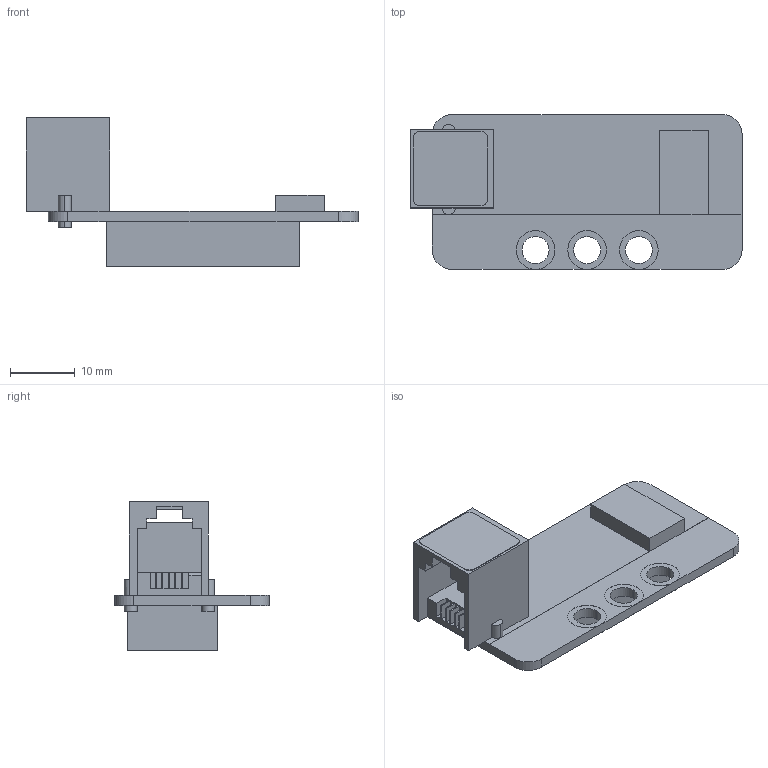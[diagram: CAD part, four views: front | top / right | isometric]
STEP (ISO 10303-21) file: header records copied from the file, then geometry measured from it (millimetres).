
FILE_DESCRIPTION (( 'STEP AP214' ), '1' );
FILE_NAME ('Me 7-segment display V1.1.step', '2016-10-28T06:58:15', ( 'dell' ), ( '' ), 'SwSTEP 2.0', 'SolidWorks 2013', '' );
FILE_SCHEMA (( 'AUTOMOTIVE_DESIGN' ));
Length unit declared in the file: millimetre
Products named in the file (1): Me 7-segment display V1.1
Bounding box: 51.46 x 24 x 23.2 mm (x, y, z)
Surface area: 4903.1 mm2 (no closed solid volume)
Topology: 0 solids, 3 shells, 258 faces, 734 edges, 492 vertices
Faces by surface type: plane 219, cylinder 39
Entity records: 11127 total; most frequent: CARTESIAN_POINT 1485, ORIENTED_EDGE 1354, DIRECTION 1348, EDGE_CURVE 734, VECTOR 638, LINE 638, VERTEX_POINT 492, AXIS2_PLACEMENT_3D 355
